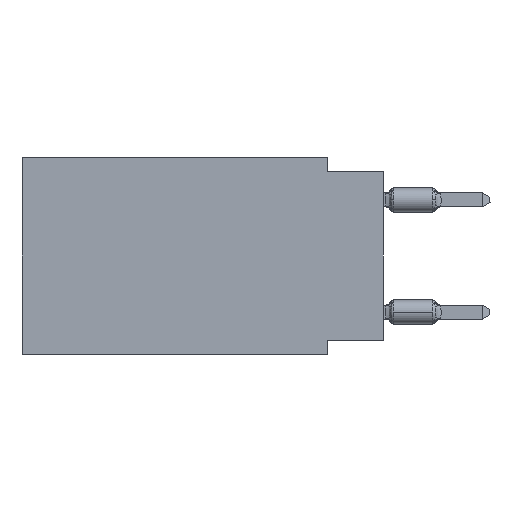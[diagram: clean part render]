
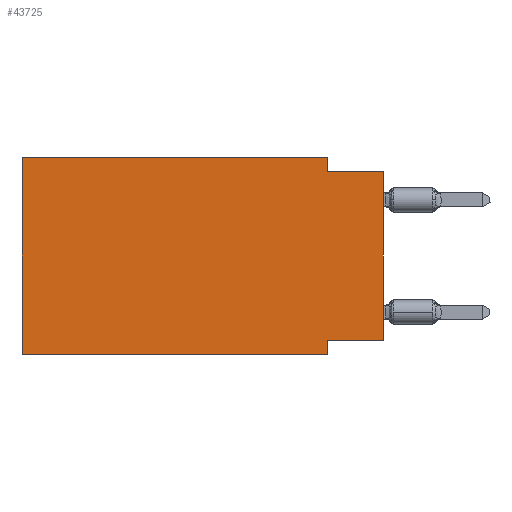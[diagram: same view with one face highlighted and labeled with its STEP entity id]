
A CAD part, left-side view. The second image highlights one B-rep face of the part: STEP entity #43725.
In plain terms, the highlighted planar face has unit normal (-1, 0, 0).
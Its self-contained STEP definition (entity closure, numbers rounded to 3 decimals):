
#105 = ORIENTED_EDGE ( 'NONE', *, *, #38008, .F. ) ;
#118 = EDGE_CURVE ( 'NONE', #44467, #43269, #49441, .T. ) ;
#309 = DIRECTION ( 'NONE',  ( 0., -1., 0. ) ) ;
#404 = EDGE_CURVE ( 'NONE', #43269, #4329, #4235, .T. ) ;
#2976 = VERTEX_POINT ( 'NONE', #48377 ) ;
#3377 = VECTOR ( 'NONE', #40718, 1000. ) ;
#3409 = VECTOR ( 'NONE', #20138, 1000. ) ;
#4235 = LINE ( 'NONE', #8920, #3409 ) ;
#4329 = VERTEX_POINT ( 'NONE', #11997 ) ;
#4356 = CARTESIAN_POINT ( 'NONE',  ( 0., 16.383, 0. ) ) ;
#5125 = FACE_OUTER_BOUND ( 'NONE', #21563, .T. ) ;
#5336 = VECTOR ( 'NONE', #40237, 1000. ) ;
#5657 = ORIENTED_EDGE ( 'NONE', *, *, #39386, .F. ) ;
#5792 = ORIENTED_EDGE ( 'NONE', *, *, #45381, .F. ) ;
#7100 = CARTESIAN_POINT ( 'NONE',  ( 0., 16.383, 0. ) ) ;
#8920 = CARTESIAN_POINT ( 'NONE',  ( 0., 2.54, 0. ) ) ;
#9032 = DIRECTION ( 'NONE',  ( 0., 0., -1. ) ) ;
#10752 = LINE ( 'NONE', #11004, #49451 ) ;
#11004 = CARTESIAN_POINT ( 'NONE',  ( 0., 0., 0. ) ) ;
#11350 = VERTEX_POINT ( 'NONE', #42100 ) ;
#11366 = ORIENTED_EDGE ( 'NONE', *, *, #31504, .F. ) ;
#11997 = CARTESIAN_POINT ( 'NONE',  ( 0., 2.54, -0.635 ) ) ;
#12251 = ORIENTED_EDGE ( 'NONE', *, *, #118, .F. ) ;
#12837 = LINE ( 'NONE', #24827, #3377 ) ;
#13158 = ORIENTED_EDGE ( 'NONE', *, *, #404, .F. ) ;
#13353 = VECTOR ( 'NONE', #40251, 1000. ) ;
#15667 = CARTESIAN_POINT ( 'NONE',  ( 0., 2.54, 0. ) ) ;
#15947 = LINE ( 'NONE', #28190, #34711 ) ;
#19083 = DIRECTION ( 'NONE',  ( 0., -1., 0. ) ) ;
#19266 = VECTOR ( 'NONE', #41017, 1000. ) ;
#20138 = DIRECTION ( 'NONE',  ( 0., 0., -1. ) ) ;
#21017 = PLANE ( 'NONE',  #36659 ) ;
#21563 = EDGE_LOOP ( 'NONE', ( #31444, #11366, #13158, #12251, #5657, #51348, #105, #5792 ) ) ;
#23772 = EDGE_CURVE ( 'NONE', #2976, #28815, #15947, .T. ) ;
#24827 = CARTESIAN_POINT ( 'NONE',  ( 0., 16.383, 0. ) ) ;
#28190 = CARTESIAN_POINT ( 'NONE',  ( 0., 16.383, -8.89 ) ) ;
#28815 = VERTEX_POINT ( 'NONE', #34046 ) ;
#30811 = DIRECTION ( 'NONE',  ( 0., 0., 1. ) ) ;
#31402 = LINE ( 'NONE', #44170, #13353 ) ;
#31444 = ORIENTED_EDGE ( 'NONE', *, *, #48910, .T. ) ;
#31504 = EDGE_CURVE ( 'NONE', #4329, #11350, #47296, .T. ) ;
#31728 = CARTESIAN_POINT ( 'NONE',  ( 0., 2.54, -8.255 ) ) ;
#34046 = CARTESIAN_POINT ( 'NONE',  ( 0., 2.54, -8.89 ) ) ;
#34711 = VECTOR ( 'NONE', #309, 1000. ) ;
#36652 = DIRECTION ( 'NONE',  ( 1., 0., 0. ) ) ;
#36659 = AXIS2_PLACEMENT_3D ( 'NONE', #4356, #36652, #9032 ) ;
#37111 = CARTESIAN_POINT ( 'NONE',  ( 0., 0., -8.255 ) ) ;
#38008 = EDGE_CURVE ( 'NONE', #46568, #28815, #31402, .T. ) ;
#39136 = CARTESIAN_POINT ( 'NONE',  ( 0., 16.383, 0. ) ) ;
#39386 = EDGE_CURVE ( 'NONE', #2976, #44467, #12837, .T. ) ;
#40237 = DIRECTION ( 'NONE',  ( 0., -1., 0. ) ) ;
#40251 = DIRECTION ( 'NONE',  ( 0., 0., -1. ) ) ;
#40718 = DIRECTION ( 'NONE',  ( 0., 0., 1. ) ) ;
#41017 = DIRECTION ( 'NONE',  ( 0., 1., 0. ) ) ;
#42100 = CARTESIAN_POINT ( 'NONE',  ( 0., 0., -0.635 ) ) ;
#42323 = CARTESIAN_POINT ( 'NONE',  ( 0., 0., -8.255 ) ) ;
#43038 = VERTEX_POINT ( 'NONE', #42323 ) ;
#43269 = VERTEX_POINT ( 'NONE', #15667 ) ;
#43362 = VECTOR ( 'NONE', #19083, 1000. ) ;
#43449 = LINE ( 'NONE', #37111, #19266 ) ;
#43725 = ADVANCED_FACE ( 'NONE', ( #5125 ), #21017, .F. ) ;
#44170 = CARTESIAN_POINT ( 'NONE',  ( 0., 2.54, -8.89 ) ) ;
#44467 = VERTEX_POINT ( 'NONE', #39136 ) ;
#45381 = EDGE_CURVE ( 'NONE', #43038, #46568, #43449, .T. ) ;
#46568 = VERTEX_POINT ( 'NONE', #31728 ) ;
#47296 = LINE ( 'NONE', #51465, #5336 ) ;
#48377 = CARTESIAN_POINT ( 'NONE',  ( 0., 16.383, -8.89 ) ) ;
#48910 = EDGE_CURVE ( 'NONE', #43038, #11350, #10752, .T. ) ;
#49441 = LINE ( 'NONE', #7100, #43362 ) ;
#49451 = VECTOR ( 'NONE', #30811, 1000. ) ;
#51348 = ORIENTED_EDGE ( 'NONE', *, *, #23772, .T. ) ;
#51465 = CARTESIAN_POINT ( 'NONE',  ( 0., 0., -0.635 ) ) ;
